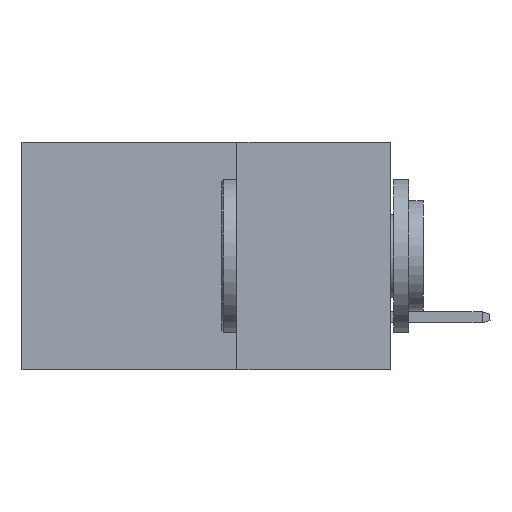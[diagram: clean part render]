
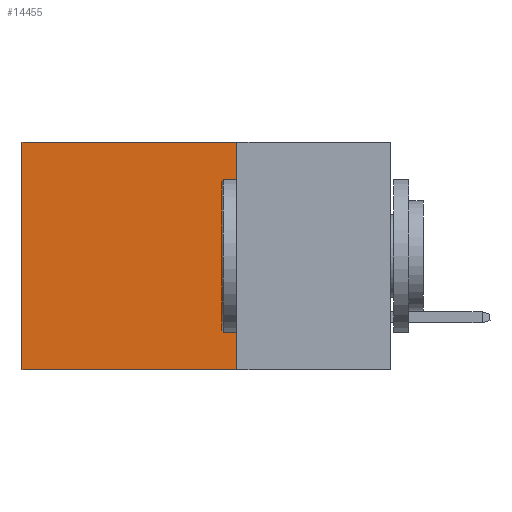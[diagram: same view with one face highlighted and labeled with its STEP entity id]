
A CAD part, left-side view. The second image highlights one B-rep face of the part: STEP entity #14455.
In plain terms, the highlighted planar face has unit normal (-1, 0, 0).
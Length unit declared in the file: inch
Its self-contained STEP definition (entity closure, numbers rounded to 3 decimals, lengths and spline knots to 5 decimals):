
#54 = VERTEX_POINT ( 'NONE', #6623 ) ;
#1747 = VERTEX_POINT ( 'NONE', #15183 ) ;
#2309 = LINE ( 'NONE', #10704, #14989 ) ;
#2961 = ORIENTED_EDGE ( 'NONE', *, *, #15521, .F. ) ;
#3592 = DIRECTION ( 'NONE',  ( 0., 0., -1. ) ) ;
#4435 = EDGE_CURVE ( 'NONE', #9230, #10300, #20606, .T. ) ;
#5229 = CARTESIAN_POINT ( 'NONE',  ( 0.2875, 0.25, 0. ) ) ;
#6109 = CARTESIAN_POINT ( 'NONE',  ( 0.2875, 0.25, 0. ) ) ;
#6623 = CARTESIAN_POINT ( 'NONE',  ( 0.2875, 0.6, -0.37 ) ) ;
#7863 = CARTESIAN_POINT ( 'NONE',  ( 0.2875, 0.25, 0. ) ) ;
#7905 = DIRECTION ( 'NONE',  ( 1., 0., 0. ) ) ;
#8447 = VECTOR ( 'NONE', #21175, 39.37008 ) ;
#9230 = VERTEX_POINT ( 'NONE', #7863 ) ;
#10300 = VERTEX_POINT ( 'NONE', #15692 ) ;
#10704 = CARTESIAN_POINT ( 'NONE',  ( 0.2875, 0.25, 0. ) ) ;
#12051 = VECTOR ( 'NONE', #15449, 39.37008 ) ;
#12397 = DIRECTION ( 'NONE',  ( 0., 0., -1. ) ) ;
#13238 = EDGE_LOOP ( 'NONE', ( #17444, #15392, #2961, #13996 ) ) ;
#13996 = ORIENTED_EDGE ( 'NONE', *, *, #4435, .T. ) ;
#14455 = ADVANCED_FACE ( 'NONE', ( #20007 ), #16272, .F. ) ;
#14989 = VECTOR ( 'NONE', #12397, 39.37008 ) ;
#15183 = CARTESIAN_POINT ( 'NONE',  ( 0.2875, 0.25, -0.37 ) ) ;
#15392 = ORIENTED_EDGE ( 'NONE', *, *, #18823, .F. ) ;
#15449 = DIRECTION ( 'NONE',  ( 0., 1., 0. ) ) ;
#15479 = EDGE_CURVE ( 'NONE', #10300, #54, #16030, .T. ) ;
#15521 = EDGE_CURVE ( 'NONE', #9230, #1747, #2309, .T. ) ;
#15692 = CARTESIAN_POINT ( 'NONE',  ( 0.2875, 0.6, 0. ) ) ;
#16030 = LINE ( 'NONE', #20332, #16535 ) ;
#16272 = PLANE ( 'NONE',  #16671 ) ;
#16535 = VECTOR ( 'NONE', #3592, 39.37008 ) ;
#16671 = AXIS2_PLACEMENT_3D ( 'NONE', #6109, #7905, #19415 ) ;
#17304 = LINE ( 'NONE', #19586, #8447 ) ;
#17444 = ORIENTED_EDGE ( 'NONE', *, *, #15479, .T. ) ;
#18823 = EDGE_CURVE ( 'NONE', #1747, #54, #17304, .T. ) ;
#19415 = DIRECTION ( 'NONE',  ( 0., 0., -1. ) ) ;
#19586 = CARTESIAN_POINT ( 'NONE',  ( 0.2875, 0.25, -0.37 ) ) ;
#20007 = FACE_OUTER_BOUND ( 'NONE', #13238, .T. ) ;
#20332 = CARTESIAN_POINT ( 'NONE',  ( 0.2875, 0.6, 0. ) ) ;
#20606 = LINE ( 'NONE', #5229, #12051 ) ;
#21175 = DIRECTION ( 'NONE',  ( 0., 1., 0. ) ) ;
